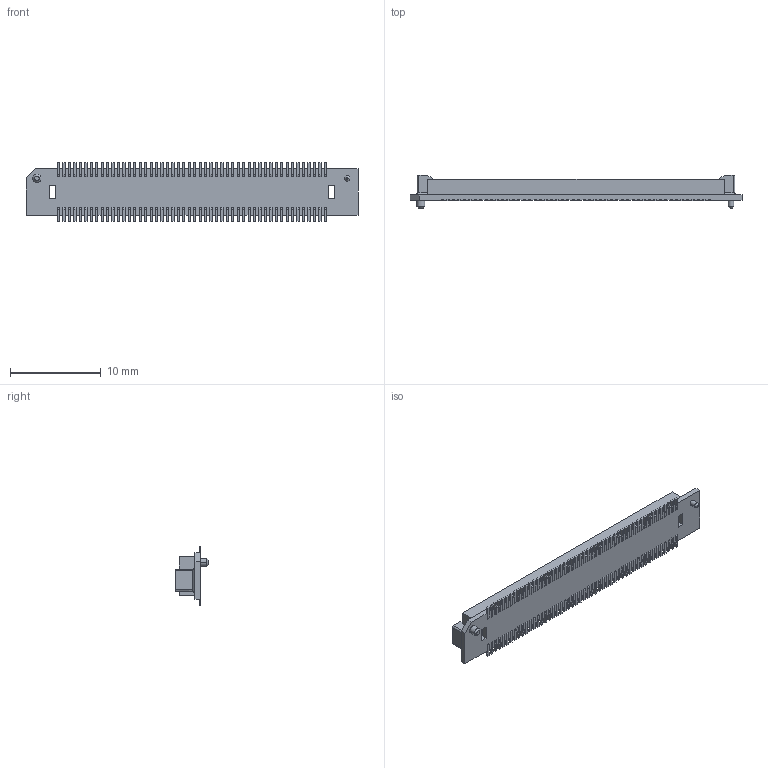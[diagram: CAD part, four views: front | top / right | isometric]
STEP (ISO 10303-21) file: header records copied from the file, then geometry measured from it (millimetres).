
FILE_DESCRIPTION(('OneSpaceDesigner STEP Export'),'2;1');
FILE_NAME('FX8-100P-SV.igs.stp','2007-03-20T17:34:01',(''),(''),'OneSpace Designer STEP processor (Jan. 2003) for AP214(CD)(Solid Model)','OneSpace Designer 12.00 10-Sep-2003 (C) CoCreate Software GmbH','');
FILE_SCHEMA(('AUTOMOTIVE_DESIGN_CC2 {1 2 10303 214 -1 1 5 1}'));
Length unit declared in the file: millimetre
Products named in the file (2): FX8-100P-SV
Assembly tree (1 placements, depth 2):
  FX8-100P-SV
    FX8-100P-SV
Bounding box: 36.6 x 3.65 x 6.5 mm (x, y, z)
Volume: 202.6 mm3; surface area: 752.6 mm2
Topology: 1 solids, 1 shells, 662 faces, 1965 edges, 1302 vertices
Faces by surface type: plane 546, cylinder 104, cone 4, bspline 4, extrusion 4
Entity records: 26520 total; most frequent: CARTESIAN_POINT 3943, ORIENTED_EDGE 3922, DIRECTION 3419, EDGE_CURVE 1961, VECTOR 1703, LINE 1699, VERTEX_POINT 1302, AXIS2_PLACEMENT_3D 858
